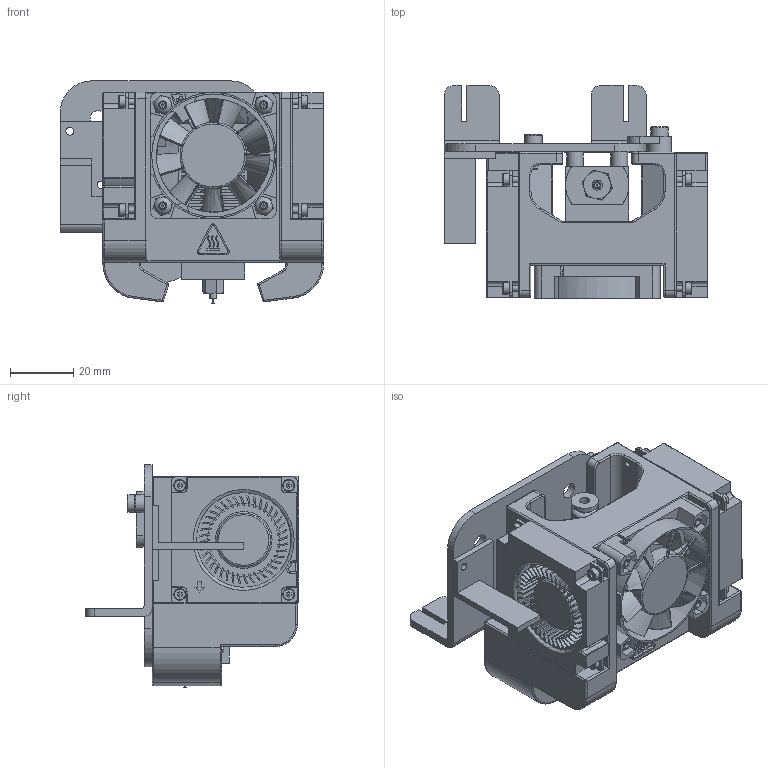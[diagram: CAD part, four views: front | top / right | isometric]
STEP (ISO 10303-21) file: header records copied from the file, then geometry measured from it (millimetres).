
FILE_DESCRIPTION(/* description */ (''),/* implementation_level */ '2;1');
FILE_NAME(/* name */ 'ender-3 v2 mini satsana remix v21.step',/* time_stamp */ '2024-07-12T14:19:11-06:00',/* author */ (''),/* organization */ (''),/* preprocessor_version */ 'ST-DEVELOPER v20',/* originating_system */ 'Autodesk Translation Framework v13.14.0.145',/* authorisation */ '');
FILE_SCHEMA (('AUTOMOTIVE_DESIGN { 1 0 10303 214 3 1 1 }'));
Length unit declared in the file: millimetre
Products named in the file (9): ender-3 v2 mini satsana remix; mS_Ender_Dual_4010_1.1 v1; Broached Hexagon Socket Head Cap Screw ANSI B18.3.1M - M3x0.5 x 8 Ste
el Grade 2 Plain v1; Fan_40x40x10 ARX FD1240; Body FD1240; Blades FD1240; Fan_Blower_4010 - Assembly___ _________; Broached Hexagon Socket Button Head Cap Screw ANSI B18.3.4M - M3 x 0.
5 x 12 Steel Grade 2 Plain v1; Broached Hexagon Socket Head Cap Screw ANSI B18.3.1M - M2x0.4 x 5 Ste
el Grade 2 Plain v1
Assembly tree (20 placements, depth 3):
  ender-3 v2 mini satsana remix
    mS_Ender_Dual_4010_1.1 v1
    Broached Hexagon Socket Head Cap Screw ANSI B18.3.1M - M3x0.5 x 8 Ste
el Grade 2 Plain v1  x2
    Fan_Blower_4010 - Assembly___ _________  x2
    Fan_40x40x10 ARX FD1240
      Body FD1240
      Blades FD1240
    Broached Hexagon Socket Button Head Cap Screw ANSI B18.3.4M - M3 x 0.
5 x 12 Steel Grade 2 Plain v1  x4
    Broached Hexagon Socket Head Cap Screw ANSI B18.3.1M - M2x0.4 x 5 Ste
el Grade 2 Plain v1  x8
Bounding box: 83.55 x 67.56 x 70.5 mm (x, y, z)
Volume: 91208.4 mm3; surface area: 75885.6 mm2
Topology: 29 solids, 29 shells, 1803 faces, 4571 edges, 2896 vertices
Faces by surface type: plane 904, cylinder 614, bspline 135, torus 72, cone 56, sphere 22
Full cylindrical faces by diameter (mm): 0.4 x1, 1.5 x1, 1.75 x8, 1.8 x1, 1.933 x8, 2 x8, 2.06 x1, 2.459 x11, 2.6 x2, 2.75 x4, 2.927 x6, 3 x3, 3.02 x1, 3.08 x2, 3.175 x1, 3.4 x1, 3.8 x8, 4 x4, 4.917 x11, 4.94 x1, 5.06 x2, 5.175 x1, 5.27 x2, 5.5 x2, 6 x12, 6.647 x1, 7.2 x1, 8 x8, 8.675 x1, 10 x2
Entity records: 43949 total; most frequent: CARTESIAN_POINT 13406, ORIENTED_EDGE 6434, DIRECTION 6236, EDGE_CURVE 3217, AXIS2_PLACEMENT_3D 2229, VERTEX_POINT 2045, LINE 1778, VECTOR 1778
